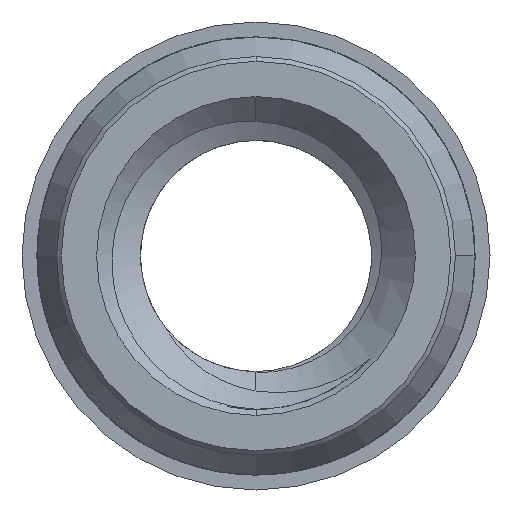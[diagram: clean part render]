
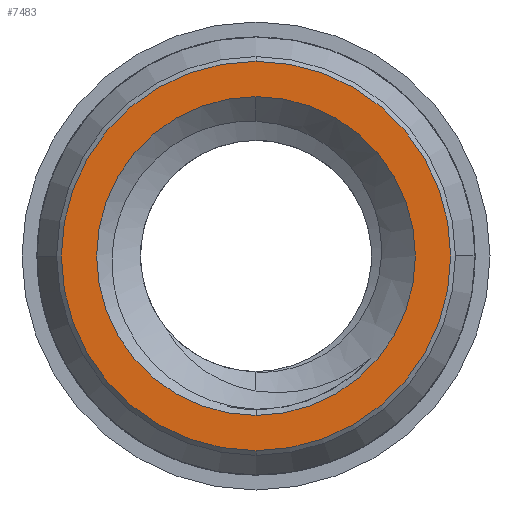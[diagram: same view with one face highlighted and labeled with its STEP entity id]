
A CAD part, front view. The second image highlights one B-rep face of the part: STEP entity #7483.
In plain terms, the highlighted planar face has unit normal (0, -1, 0).
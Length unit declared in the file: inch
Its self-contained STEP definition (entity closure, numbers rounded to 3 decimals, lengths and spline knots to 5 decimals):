
#392 = CARTESIAN_POINT ( 'NONE',  ( 0., -0.312, 0. ) ) ;
#425 = DIRECTION ( 'NONE',  ( 0., 1., 0. ) ) ;
#836 = DIRECTION ( 'NONE',  ( 0., 0., 1. ) ) ;
#1561 = EDGE_CURVE ( 'NONE', #13682, #12375, #10433, .T. ) ;
#1814 = AXIS2_PLACEMENT_3D ( 'NONE', #10407, #4011, #11511 ) ;
#1895 = CARTESIAN_POINT ( 'NONE',  ( 0., -0.312, -0.104 ) ) ;
#1954 = AXIS2_PLACEMENT_3D ( 'NONE', #3124, #10619, #4225 ) ;
#1976 = FACE_OUTER_BOUND ( 'NONE', #11680, .T. ) ;
#2559 = DIRECTION ( 'NONE',  ( 0., 0., 1. ) ) ;
#2976 = CARTESIAN_POINT ( 'NONE',  ( 0., -0.312, 0.104 ) ) ;
#3124 = CARTESIAN_POINT ( 'NONE',  ( 0., -0.312, 0. ) ) ;
#3179 = VERTEX_POINT ( 'NONE', #9275 ) ;
#3604 = VERTEX_POINT ( 'NONE', #12610 ) ;
#3676 = CIRCLE ( 'NONE', #5579, 0.104 ) ;
#4011 = DIRECTION ( 'NONE',  ( 0., 1., 0. ) ) ;
#4225 = DIRECTION ( 'NONE',  ( 0., 0., 1. ) ) ;
#4452 = ORIENTED_EDGE ( 'NONE', *, *, #9051, .F. ) ;
#5033 = EDGE_LOOP ( 'NONE', ( #12022, #10259 ) ) ;
#5579 = AXIS2_PLACEMENT_3D ( 'NONE', #6914, #425, #7977 ) ;
#5782 = DIRECTION ( 'NONE',  ( 0., 1., 0. ) ) ;
#6914 = CARTESIAN_POINT ( 'NONE',  ( 0., -0.312, 0. ) ) ;
#7324 = DIRECTION ( 'NONE',  ( 0., 1., 0. ) ) ;
#7483 = ADVANCED_FACE ( 'NONE', ( #7750, #1976 ), #13294, .F. ) ;
#7750 = FACE_BOUND ( 'NONE', #5033, .T. ) ;
#7977 = DIRECTION ( 'NONE',  ( 0., 0., 1. ) ) ;
#8189 = ORIENTED_EDGE ( 'NONE', *, *, #1561, .F. ) ;
#9051 = EDGE_CURVE ( 'NONE', #12375, #13682, #3676, .T. ) ;
#9185 = CIRCLE ( 'NONE', #1954, 0.08514 ) ;
#9275 = CARTESIAN_POINT ( 'NONE',  ( 0., -0.312, 0.08514 ) ) ;
#10259 = ORIENTED_EDGE ( 'NONE', *, *, #12928, .T. ) ;
#10407 = CARTESIAN_POINT ( 'NONE',  ( 0., -0.312, 0. ) ) ;
#10433 = CIRCLE ( 'NONE', #1814, 0.104 ) ;
#10451 = EDGE_CURVE ( 'NONE', #3604, #3179, #9185, .T. ) ;
#10551 = CIRCLE ( 'NONE', #13620, 0.08514 ) ;
#10619 = DIRECTION ( 'NONE',  ( 0., 1., 0. ) ) ;
#11511 = DIRECTION ( 'NONE',  ( 0., 0., 1. ) ) ;
#11680 = EDGE_LOOP ( 'NONE', ( #4452, #8189 ) ) ;
#11828 = AXIS2_PLACEMENT_3D ( 'NONE', #392, #5782, #2559 ) ;
#12022 = ORIENTED_EDGE ( 'NONE', *, *, #10451, .T. ) ;
#12375 = VERTEX_POINT ( 'NONE', #1895 ) ;
#12610 = CARTESIAN_POINT ( 'NONE',  ( 0., -0.312, -0.08514 ) ) ;
#12928 = EDGE_CURVE ( 'NONE', #3179, #3604, #10551, .T. ) ;
#13294 = PLANE ( 'NONE',  #11828 ) ;
#13620 = AXIS2_PLACEMENT_3D ( 'NONE', #13728, #7324, #836 ) ;
#13682 = VERTEX_POINT ( 'NONE', #2976 ) ;
#13728 = CARTESIAN_POINT ( 'NONE',  ( 0., -0.312, 0. ) ) ;
